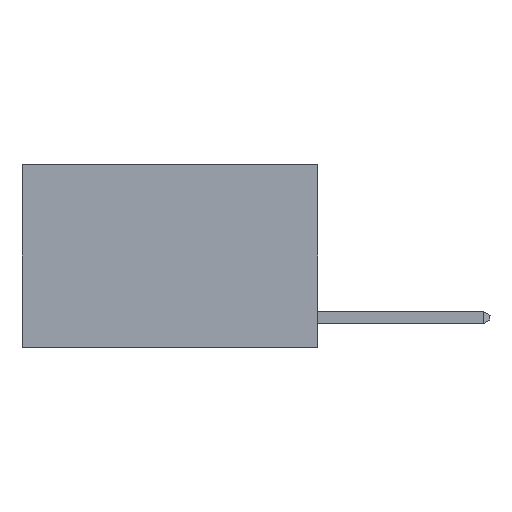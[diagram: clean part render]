
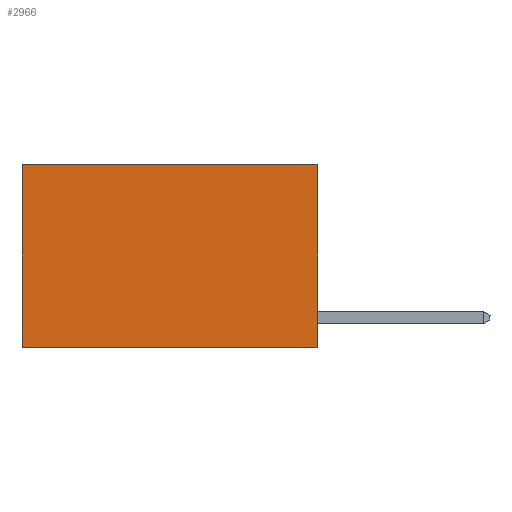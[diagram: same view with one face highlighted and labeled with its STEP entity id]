
A CAD part, left-side view. The second image highlights one B-rep face of the part: STEP entity #2966.
In plain terms, the highlighted planar face has unit normal (-1, 0, 0).
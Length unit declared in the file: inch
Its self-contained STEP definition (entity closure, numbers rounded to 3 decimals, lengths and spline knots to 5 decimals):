
#468 = LINE ( 'NONE', #6481, #8854 ) ;
#879 = ORIENTED_EDGE ( 'NONE', *, *, #6442, .T. ) ;
#921 = LINE ( 'NONE', #7830, #1273 ) ;
#1273 = VECTOR ( 'NONE', #3918, 39.37008 ) ;
#1635 = CARTESIAN_POINT ( 'NONE',  ( 0.2625, 0., 0. ) ) ;
#1703 = VECTOR ( 'NONE', #5197, 39.37008 ) ;
#2154 = EDGE_CURVE ( 'NONE', #3143, #7881, #8348, .T. ) ;
#2966 = ADVANCED_FACE ( 'NONE', ( #4487 ), #8257, .F. ) ;
#3023 = CARTESIAN_POINT ( 'NONE',  ( 0.2625, 0., 0. ) ) ;
#3143 = VERTEX_POINT ( 'NONE', #1635 ) ;
#3736 = DIRECTION ( 'NONE',  ( 0., 0., -1. ) ) ;
#3918 = DIRECTION ( 'NONE',  ( 0., 1., 0. ) ) ;
#4133 = AXIS2_PLACEMENT_3D ( 'NONE', #4543, #6146, #3736 ) ;
#4487 = FACE_OUTER_BOUND ( 'NONE', #5178, .T. ) ;
#4523 = LINE ( 'NONE', #8973, #1703 ) ;
#4543 = CARTESIAN_POINT ( 'NONE',  ( 0.2625, 0., 0. ) ) ;
#4822 = ORIENTED_EDGE ( 'NONE', *, *, #6222, .F. ) ;
#5150 = CARTESIAN_POINT ( 'NONE',  ( 0.2625, 0.6, -0.37 ) ) ;
#5178 = EDGE_LOOP ( 'NONE', ( #879, #4822, #5546, #7609 ) ) ;
#5197 = DIRECTION ( 'NONE',  ( 0., 1., 0. ) ) ;
#5546 = ORIENTED_EDGE ( 'NONE', *, *, #2154, .F. ) ;
#6146 = DIRECTION ( 'NONE',  ( 1., 0., 0. ) ) ;
#6222 = EDGE_CURVE ( 'NONE', #7881, #8830, #4523, .T. ) ;
#6287 = CARTESIAN_POINT ( 'NONE',  ( 0.2625, 0.6, 0. ) ) ;
#6442 = EDGE_CURVE ( 'NONE', #9097, #8830, #468, .T. ) ;
#6481 = CARTESIAN_POINT ( 'NONE',  ( 0.2625, 0.6, 0. ) ) ;
#6744 = DIRECTION ( 'NONE',  ( 0., 0., -1. ) ) ;
#6833 = EDGE_CURVE ( 'NONE', #3143, #9097, #921, .T. ) ;
#6984 = VECTOR ( 'NONE', #6744, 39.37008 ) ;
#7378 = DIRECTION ( 'NONE',  ( 0., 0., -1. ) ) ;
#7609 = ORIENTED_EDGE ( 'NONE', *, *, #6833, .T. ) ;
#7830 = CARTESIAN_POINT ( 'NONE',  ( 0.2625, 0., 0. ) ) ;
#7881 = VERTEX_POINT ( 'NONE', #8180 ) ;
#8180 = CARTESIAN_POINT ( 'NONE',  ( 0.2625, 0., -0.37 ) ) ;
#8257 = PLANE ( 'NONE',  #4133 ) ;
#8348 = LINE ( 'NONE', #3023, #6984 ) ;
#8830 = VERTEX_POINT ( 'NONE', #5150 ) ;
#8854 = VECTOR ( 'NONE', #7378, 39.37008 ) ;
#8973 = CARTESIAN_POINT ( 'NONE',  ( 0.2625, 0., -0.37 ) ) ;
#9097 = VERTEX_POINT ( 'NONE', #6287 ) ;
